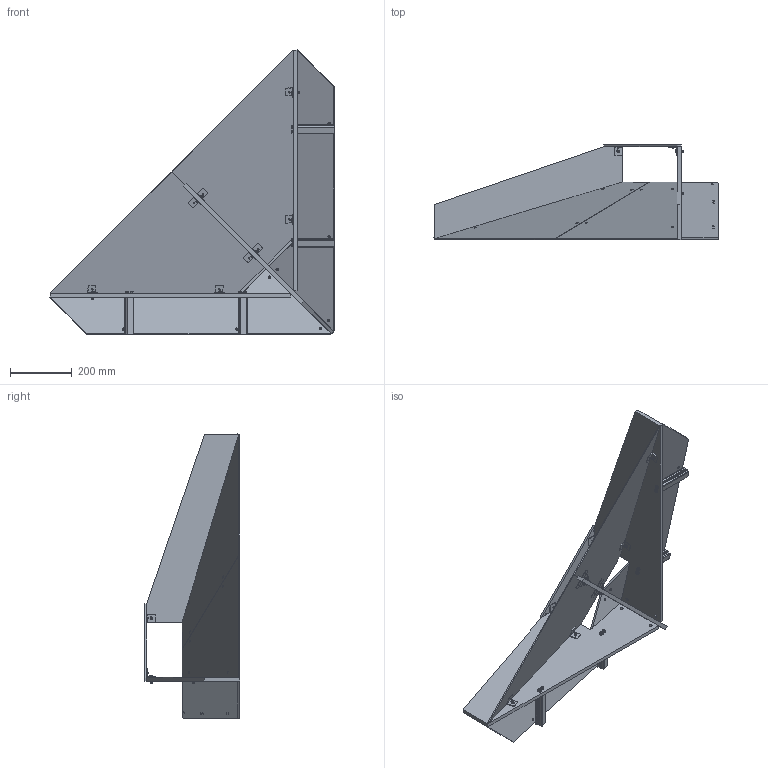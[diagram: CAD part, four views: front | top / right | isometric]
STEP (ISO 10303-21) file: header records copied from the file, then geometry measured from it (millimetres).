
FILE_DESCRIPTION (( 'STEP AP203' ), '1' );
FILE_NAME ('am-3361R am-3361B Corner Vortex Assembly.STEP', '2016-09-06T19:27:04', ( '' ), ( '' ), 'SwSTEP 2.0', 'SolidWorks 2014', '' );
FILE_SCHEMA (( 'CONFIG_CONTROL_DESIGN' ));
Length unit declared in the file: inch
Products named in the file (15): am-3361R am-3361B Corner Vortex Assembly; 10-32 nylock thin nut - Mcm 90633A009_90633A009; CE Main Triangle Support; CE Ball Return Ramp; SHCS 10-32 x 0.75; CE Goal CrossBar; Bracket 90 - Modified; FHTS 0.25-20-1_FHTS 0.25-20-F-1.813-C; 0125 x 375Rivet; peanut standoff; 10-32x1000_shcs_HX-SHCS 0.19-32x1.375x1-C; flat washer type a narrow_ai_Preferred Narrow FW 0.19; CE ramp Surface half; CE Center Spine; Bracket 90 - Bolt Bottom
Assembly tree (62 placements, depth 2):
  am-3361R am-3361B Corner Vortex Assembly
    CE Center Spine
    CE Main Triangle Support  x2
    peanut standoff  x4
    CE Ball Return Ramp  x2
    CE Goal CrossBar
    Bracket 90 - Bolt Bottom  x6
    CE ramp Surface half  x2
    flat washer type a narrow_ai_Preferred Narrow FW 0.19  x6
    10-32 nylock thin nut - Mcm 90633A009_90633A009  x8
    SHCS 10-32 x 0.75  x6
    10-32x1000_shcs_HX-SHCS 0.19-32x1.375x1-C  x2
    FHTS 0.25-20-1_FHTS 0.25-20-F-1.813-C  x8
    Bracket 90 - Modified  x4
    0125 x 375Rivet  x10
Bounding box: 924.2 x 309.7 x 924.2 mm (x, y, z)
Volume: 7340740.7 mm3; surface area: 2220001.1 mm2
Topology: 70 solids, 70 shells, 1798 faces, 4228 edges, 2622 vertices
Faces by surface type: cylinder 722, plane 632, cone 360, torus 72, bspline 12
Entity records: 15274 total; most frequent: CARTESIAN_POINT 2742, DIRECTION 2158, ORIENTED_EDGE 1888, EDGE_CURVE 944, AXIS2_PLACEMENT_3D 842, VERTEX_POINT 600, EDGE_LOOP 476, LINE 474
